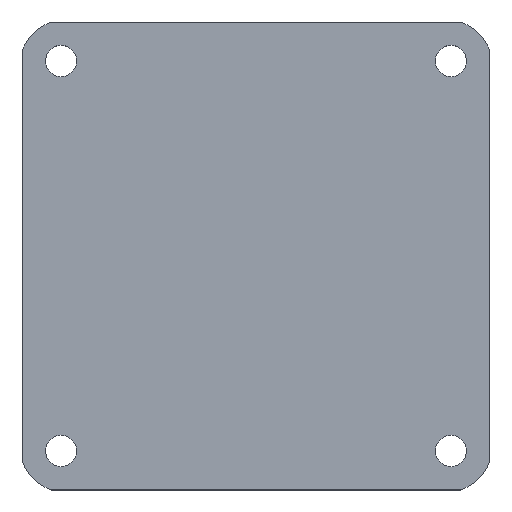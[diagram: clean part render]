
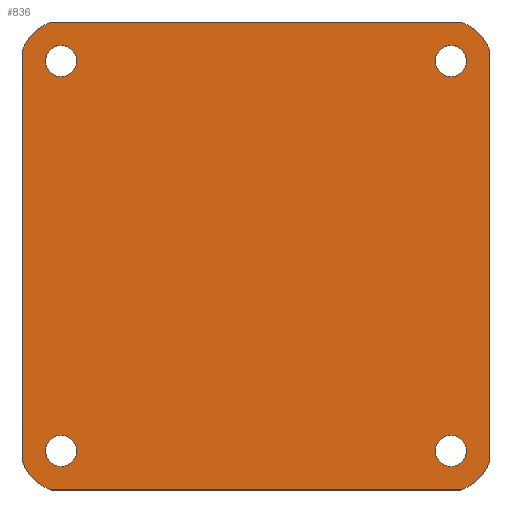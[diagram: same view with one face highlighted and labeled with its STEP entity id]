
A CAD part, top view. The second image highlights one B-rep face of the part: STEP entity #836.
In plain terms, the highlighted planar face has unit normal (0, 0, 1).
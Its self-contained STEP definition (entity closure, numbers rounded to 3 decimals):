
#7 = EDGE_CURVE ( 'NONE', #804, #311, #693, .T. ) ;
#40 = DIRECTION ( 'NONE',  ( 1., 0., 0. ) ) ;
#41 = CARTESIAN_POINT ( 'NONE',  ( 104.895, -120., 8. ) ) ;
#59 = EDGE_CURVE ( 'NONE', #899, #483, #1285, .T. ) ;
#73 = CARTESIAN_POINT ( 'NONE',  ( 100., -100., 8. ) ) ;
#84 = DIRECTION ( 'NONE',  ( 1., 0., 0. ) ) ;
#98 = AXIS2_PLACEMENT_3D ( 'NONE', #323, #992, #1499 ) ;
#108 = CARTESIAN_POINT ( 'NONE',  ( 96.464, 96.464, 8. ) ) ;
#111 = ORIENTED_EDGE ( 'NONE', *, *, #1733, .F. ) ;
#118 = DIRECTION ( 'NONE',  ( 0., 0., 1. ) ) ;
#130 = CARTESIAN_POINT ( 'NONE',  ( 108., -100., 8. ) ) ;
#180 = LINE ( 'NONE', #856, #1083 ) ;
#202 = EDGE_CURVE ( 'NONE', #1580, #2073, #620, .T. ) ;
#215 = ORIENTED_EDGE ( 'NONE', *, *, #249, .F. ) ;
#232 = CARTESIAN_POINT ( 'NONE',  ( -108., -100., 8. ) ) ;
#249 = EDGE_CURVE ( 'NONE', #1862, #605, #1773, .T. ) ;
#258 = DIRECTION ( 'NONE',  ( 1., 0., 0. ) ) ;
#282 = EDGE_LOOP ( 'NONE', ( #1111, #1839 ) ) ;
#296 = CARTESIAN_POINT ( 'NONE',  ( 92., -100., 8. ) ) ;
#305 = CARTESIAN_POINT ( 'NONE',  ( -120., -120., 8. ) ) ;
#311 = VERTEX_POINT ( 'NONE', #296 ) ;
#323 = CARTESIAN_POINT ( 'NONE',  ( -120., 120., 8. ) ) ;
#330 = CARTESIAN_POINT ( 'NONE',  ( 100., -100., 8. ) ) ;
#333 = EDGE_CURVE ( 'NONE', #2073, #1580, #872, .T. ) ;
#339 = DIRECTION ( 'NONE',  ( -1., 0., 0. ) ) ;
#342 = EDGE_CURVE ( 'NONE', #1959, #1001, #1352, .T. ) ;
#389 = CIRCLE ( 'NONE', #1521, 8. ) ;
#407 = VERTEX_POINT ( 'NONE', #1694 ) ;
#419 = EDGE_LOOP ( 'NONE', ( #1975, #451, #111, #640, #619, #1434, #791, #1062 ) ) ;
#425 = FACE_OUTER_BOUND ( 'NONE', #419, .T. ) ;
#427 = CARTESIAN_POINT ( 'NONE',  ( -100., 100., 8. ) ) ;
#433 = AXIS2_PLACEMENT_3D ( 'NONE', #1256, #1112, #1410 ) ;
#451 = ORIENTED_EDGE ( 'NONE', *, *, #342, .T. ) ;
#472 = LINE ( 'NONE', #305, #1349 ) ;
#476 = EDGE_CURVE ( 'NONE', #605, #1862, #1805, .T. ) ;
#482 = CARTESIAN_POINT ( 'NONE',  ( -92., 100., 8. ) ) ;
#483 = VERTEX_POINT ( 'NONE', #1583 ) ;
#510 = AXIS2_PLACEMENT_3D ( 'NONE', #108, #1300, #803 ) ;
#511 = DIRECTION ( 'NONE',  ( 0., 1., 0. ) ) ;
#560 = ORIENTED_EDGE ( 'NONE', *, *, #2084, .F. ) ;
#576 = DIRECTION ( 'NONE',  ( 1., 0., 0. ) ) ;
#605 = VERTEX_POINT ( 'NONE', #718 ) ;
#619 = ORIENTED_EDGE ( 'NONE', *, *, #1558, .T. ) ;
#620 = CIRCLE ( 'NONE', #1155, 8. ) ;
#640 = ORIENTED_EDGE ( 'NONE', *, *, #59, .T. ) ;
#650 = CARTESIAN_POINT ( 'NONE',  ( 120., -104.895, 8. ) ) ;
#665 = CARTESIAN_POINT ( 'NONE',  ( -96.464, 96.464, 8. ) ) ;
#685 = LINE ( 'NONE', #2012, #1964 ) ;
#693 = CIRCLE ( 'NONE', #1422, 8. ) ;
#704 = ORIENTED_EDGE ( 'NONE', *, *, #202, .F. ) ;
#710 = CARTESIAN_POINT ( 'NONE',  ( -96.464, -96.464, 8. ) ) ;
#718 = CARTESIAN_POINT ( 'NONE',  ( 108., 100., 8. ) ) ;
#723 = CARTESIAN_POINT ( 'NONE',  ( 104.895, 120., 8. ) ) ;
#748 = EDGE_CURVE ( 'NONE', #1052, #1959, #180, .T. ) ;
#750 = DIRECTION ( 'NONE',  ( 0., 0., 1. ) ) ;
#765 = CARTESIAN_POINT ( 'NONE',  ( -108., 100., 8. ) ) ;
#790 = FACE_BOUND ( 'NONE', #890, .T. ) ;
#791 = ORIENTED_EDGE ( 'NONE', *, *, #1851, .F. ) ;
#803 = DIRECTION ( 'NONE',  ( 1., 0., 0. ) ) ;
#804 = VERTEX_POINT ( 'NONE', #130 ) ;
#808 = CIRCLE ( 'NONE', #510, 25. ) ;
#813 = EDGE_CURVE ( 'NONE', #407, #1052, #808, .T. ) ;
#814 = ORIENTED_EDGE ( 'NONE', *, *, #7, .F. ) ;
#824 = DIRECTION ( 'NONE',  ( 1., 0., 0. ) ) ;
#836 = ADVANCED_FACE ( 'NONE', ( #1595, #1269, #790, #1936, #425 ), #1110, .T. ) ;
#842 = AXIS2_PLACEMENT_3D ( 'NONE', #1782, #1486, #964 ) ;
#856 = CARTESIAN_POINT ( 'NONE',  ( 120., 120., 8. ) ) ;
#872 = CIRCLE ( 'NONE', #842, 8. ) ;
#885 = CARTESIAN_POINT ( 'NONE',  ( -120., -104.895, 8. ) ) ;
#890 = EDGE_LOOP ( 'NONE', ( #215, #1525 ) ) ;
#897 = VECTOR ( 'NONE', #1278, 1000. ) ;
#899 = VERTEX_POINT ( 'NONE', #885 ) ;
#925 = DIRECTION ( 'NONE',  ( 0., 0., 1. ) ) ;
#957 = VERTEX_POINT ( 'NONE', #41 ) ;
#963 = ORIENTED_EDGE ( 'NONE', *, *, #333, .F. ) ;
#964 = DIRECTION ( 'NONE',  ( 1., 0., 0. ) ) ;
#992 = DIRECTION ( 'NONE',  ( 0., 0., 1. ) ) ;
#994 = AXIS2_PLACEMENT_3D ( 'NONE', #1574, #1419, #84 ) ;
#1001 = VERTEX_POINT ( 'NONE', #1681 ) ;
#1052 = VERTEX_POINT ( 'NONE', #723 ) ;
#1062 = ORIENTED_EDGE ( 'NONE', *, *, #813, .T. ) ;
#1083 = VECTOR ( 'NONE', #1193, 1000. ) ;
#1094 = CARTESIAN_POINT ( 'NONE',  ( -92., -100., 8. ) ) ;
#1110 = PLANE ( 'NONE',  #98 ) ;
#1111 = ORIENTED_EDGE ( 'NONE', *, *, #2038, .F. ) ;
#1112 = DIRECTION ( 'NONE',  ( 0., 0., 1. ) ) ;
#1120 = VERTEX_POINT ( 'NONE', #232 ) ;
#1138 = CARTESIAN_POINT ( 'NONE',  ( -100., -100., 8. ) ) ;
#1139 = EDGE_LOOP ( 'NONE', ( #963, #704 ) ) ;
#1155 = AXIS2_PLACEMENT_3D ( 'NONE', #427, #750, #2110 ) ;
#1158 = CARTESIAN_POINT ( 'NONE',  ( 92., 100., 8. ) ) ;
#1170 = DIRECTION ( 'NONE',  ( 1., 0., 0. ) ) ;
#1193 = DIRECTION ( 'NONE',  ( -1., 0., 0. ) ) ;
#1256 = CARTESIAN_POINT ( 'NONE',  ( 100., 100., 8. ) ) ;
#1269 = FACE_BOUND ( 'NONE', #1139, .T. ) ;
#1272 = DIRECTION ( 'NONE',  ( 1., 0., 0. ) ) ;
#1278 = DIRECTION ( 'NONE',  ( 0., -1., 0. ) ) ;
#1285 = CIRCLE ( 'NONE', #1838, 25. ) ;
#1300 = DIRECTION ( 'NONE',  ( 0., 0., 1. ) ) ;
#1349 = VECTOR ( 'NONE', #1272, 1000. ) ;
#1352 = CIRCLE ( 'NONE', #2056, 25. ) ;
#1361 = VERTEX_POINT ( 'NONE', #1094 ) ;
#1365 = DIRECTION ( 'NONE',  ( 0., 0., 1. ) ) ;
#1374 = CIRCLE ( 'NONE', #1446, 8. ) ;
#1410 = DIRECTION ( 'NONE',  ( 1., 0., 0. ) ) ;
#1419 = DIRECTION ( 'NONE',  ( 0., 0., 1. ) ) ;
#1422 = AXIS2_PLACEMENT_3D ( 'NONE', #330, #1643, #824 ) ;
#1434 = ORIENTED_EDGE ( 'NONE', *, *, #2071, .T. ) ;
#1446 = AXIS2_PLACEMENT_3D ( 'NONE', #1138, #2137, #1170 ) ;
#1456 = VERTEX_POINT ( 'NONE', #650 ) ;
#1477 = DIRECTION ( 'NONE',  ( -1., 0., 0. ) ) ;
#1486 = DIRECTION ( 'NONE',  ( 0., 0., 1. ) ) ;
#1499 = DIRECTION ( 'NONE',  ( 1., 0., 0. ) ) ;
#1521 = AXIS2_PLACEMENT_3D ( 'NONE', #1750, #925, #40 ) ;
#1525 = ORIENTED_EDGE ( 'NONE', *, *, #476, .F. ) ;
#1553 = CIRCLE ( 'NONE', #1730, 8. ) ;
#1558 = EDGE_CURVE ( 'NONE', #483, #957, #472, .T. ) ;
#1574 = CARTESIAN_POINT ( 'NONE',  ( 96.464, -96.464, 8. ) ) ;
#1580 = VERTEX_POINT ( 'NONE', #482 ) ;
#1581 = CARTESIAN_POINT ( 'NONE',  ( -104.895, 120., 8. ) ) ;
#1583 = CARTESIAN_POINT ( 'NONE',  ( -104.895, -120., 8. ) ) ;
#1595 = FACE_BOUND ( 'NONE', #282, .T. ) ;
#1643 = DIRECTION ( 'NONE',  ( 0., 0., 1. ) ) ;
#1681 = CARTESIAN_POINT ( 'NONE',  ( -120., 104.895, 8. ) ) ;
#1694 = CARTESIAN_POINT ( 'NONE',  ( 120., 104.895, 8. ) ) ;
#1730 = AXIS2_PLACEMENT_3D ( 'NONE', #73, #2092, #576 ) ;
#1733 = EDGE_CURVE ( 'NONE', #899, #1001, #685, .T. ) ;
#1750 = CARTESIAN_POINT ( 'NONE',  ( -100., -100., 8. ) ) ;
#1773 = CIRCLE ( 'NONE', #433, 8. ) ;
#1782 = CARTESIAN_POINT ( 'NONE',  ( -100., 100., 8. ) ) ;
#1797 = CARTESIAN_POINT ( 'NONE',  ( 120., 120., 8. ) ) ;
#1805 = CIRCLE ( 'NONE', #1881, 8. ) ;
#1838 = AXIS2_PLACEMENT_3D ( 'NONE', #710, #1365, #339 ) ;
#1839 = ORIENTED_EDGE ( 'NONE', *, *, #2106, .F. ) ;
#1851 = EDGE_CURVE ( 'NONE', #407, #1456, #2129, .T. ) ;
#1862 = VERTEX_POINT ( 'NONE', #1158 ) ;
#1876 = EDGE_LOOP ( 'NONE', ( #560, #814 ) ) ;
#1881 = AXIS2_PLACEMENT_3D ( 'NONE', #1895, #2095, #258 ) ;
#1895 = CARTESIAN_POINT ( 'NONE',  ( 100., 100., 8. ) ) ;
#1936 = FACE_BOUND ( 'NONE', #1876, .T. ) ;
#1939 = CIRCLE ( 'NONE', #994, 25. ) ;
#1959 = VERTEX_POINT ( 'NONE', #1581 ) ;
#1964 = VECTOR ( 'NONE', #511, 1000. ) ;
#1975 = ORIENTED_EDGE ( 'NONE', *, *, #748, .T. ) ;
#2012 = CARTESIAN_POINT ( 'NONE',  ( -120., -120., 8. ) ) ;
#2038 = EDGE_CURVE ( 'NONE', #1120, #1361, #389, .T. ) ;
#2056 = AXIS2_PLACEMENT_3D ( 'NONE', #665, #118, #1477 ) ;
#2071 = EDGE_CURVE ( 'NONE', #957, #1456, #1939, .T. ) ;
#2073 = VERTEX_POINT ( 'NONE', #765 ) ;
#2084 = EDGE_CURVE ( 'NONE', #311, #804, #1553, .T. ) ;
#2092 = DIRECTION ( 'NONE',  ( 0., 0., 1. ) ) ;
#2095 = DIRECTION ( 'NONE',  ( 0., 0., 1. ) ) ;
#2106 = EDGE_CURVE ( 'NONE', #1361, #1120, #1374, .T. ) ;
#2110 = DIRECTION ( 'NONE',  ( 1., 0., 0. ) ) ;
#2129 = LINE ( 'NONE', #1797, #897 ) ;
#2137 = DIRECTION ( 'NONE',  ( 0., 0., 1. ) ) ;
